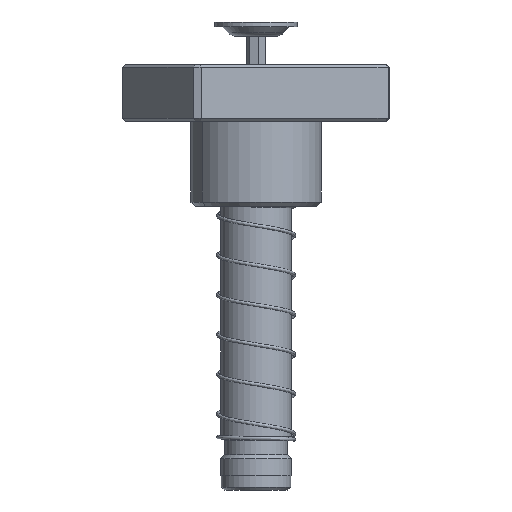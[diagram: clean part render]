
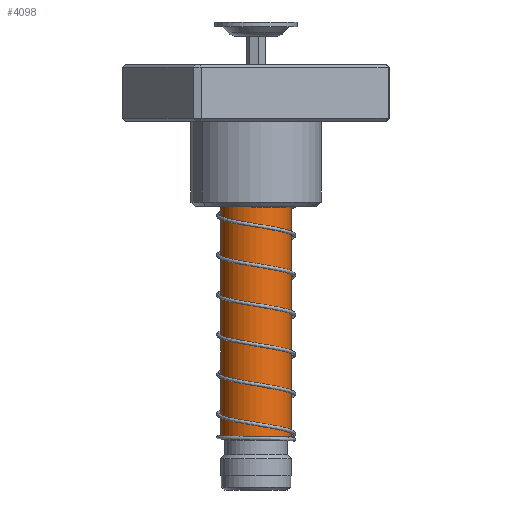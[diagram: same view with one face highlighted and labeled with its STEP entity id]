
A CAD part, front view. The second image highlights one B-rep face of the part: STEP entity #4098.
In plain terms, the highlighted cylindrical face has radius 12.5 mm (diameter 25 mm), a partial arc.
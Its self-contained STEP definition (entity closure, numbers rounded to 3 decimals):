
#58 = VECTOR ( 'NONE', #5895, 1000. ) ;
#897 = VERTEX_POINT ( 'NONE', #15554 ) ;
#1387 = ORIENTED_EDGE ( 'NONE', *, *, #15019, .F. ) ;
#1427 = CARTESIAN_POINT ( 'NONE',  ( 12.5, 0., 150. ) ) ;
#4098 = ADVANCED_FACE ( 'NONE', ( #6755 ), #9104, .T. ) ;
#4595 = EDGE_LOOP ( 'NONE', ( #1387, #10615, #7567, #23015 ) ) ;
#5241 = LINE ( 'NONE', #1427, #28315 ) ;
#5741 = DIRECTION ( 'NONE',  ( 1., 0., 0. ) ) ;
#5882 = EDGE_CURVE ( 'NONE', #897, #21410, #6757, .T. ) ;
#5895 = DIRECTION ( 'NONE',  ( 0., 0., -1. ) ) ;
#6124 = VERTEX_POINT ( 'NONE', #8965 ) ;
#6755 = FACE_OUTER_BOUND ( 'NONE', #4595, .T. ) ;
#6757 = LINE ( 'NONE', #25895, #58 ) ;
#7567 = ORIENTED_EDGE ( 'NONE', *, *, #5882, .T. ) ;
#8965 = CARTESIAN_POINT ( 'NONE',  ( 12.5, 0., 19. ) ) ;
#9026 = EDGE_CURVE ( 'NONE', #21486, #897, #23162, .T. ) ;
#9104 = CYLINDRICAL_SURFACE ( 'NONE', #26963, 12.5 ) ;
#10615 = ORIENTED_EDGE ( 'NONE', *, *, #9026, .T. ) ;
#12294 = EDGE_CURVE ( 'NONE', #6124, #21410, #15972, .T. ) ;
#12646 = CARTESIAN_POINT ( 'NONE',  ( 12.5, 0., 147.5 ) ) ;
#15019 = EDGE_CURVE ( 'NONE', #21486, #6124, #5241, .T. ) ;
#15202 = AXIS2_PLACEMENT_3D ( 'NONE', #24832, #30108, #17455 ) ;
#15344 = CARTESIAN_POINT ( 'NONE',  ( 0., 0., 147.5 ) ) ;
#15554 = CARTESIAN_POINT ( 'NONE',  ( -12.5, 0., 147.5 ) ) ;
#15972 = CIRCLE ( 'NONE', #15202, 12.5 ) ;
#17455 = DIRECTION ( 'NONE',  ( -1., 0., 0. ) ) ;
#21072 = DIRECTION ( 'NONE',  ( -1., 0., 0. ) ) ;
#21410 = VERTEX_POINT ( 'NONE', #32023 ) ;
#21486 = VERTEX_POINT ( 'NONE', #12646 ) ;
#23015 = ORIENTED_EDGE ( 'NONE', *, *, #12294, .F. ) ;
#23162 = CIRCLE ( 'NONE', #24683, 12.5 ) ;
#23262 = CARTESIAN_POINT ( 'NONE',  ( 0., 0., 150. ) ) ;
#24683 = AXIS2_PLACEMENT_3D ( 'NONE', #15344, #28350, #5741 ) ;
#24832 = CARTESIAN_POINT ( 'NONE',  ( 0., 0., 19. ) ) ;
#25895 = CARTESIAN_POINT ( 'NONE',  ( -12.5, 0., 150. ) ) ;
#26963 = AXIS2_PLACEMENT_3D ( 'NONE', #23262, #28304, #21072 ) ;
#28304 = DIRECTION ( 'NONE',  ( 0., 0., -1. ) ) ;
#28315 = VECTOR ( 'NONE', #31833, 1000. ) ;
#28350 = DIRECTION ( 'NONE',  ( 0., 0., -1. ) ) ;
#30108 = DIRECTION ( 'NONE',  ( 0., 0., -1. ) ) ;
#31833 = DIRECTION ( 'NONE',  ( 0., 0., -1. ) ) ;
#32023 = CARTESIAN_POINT ( 'NONE',  ( -12.5, 0., 19. ) ) ;
